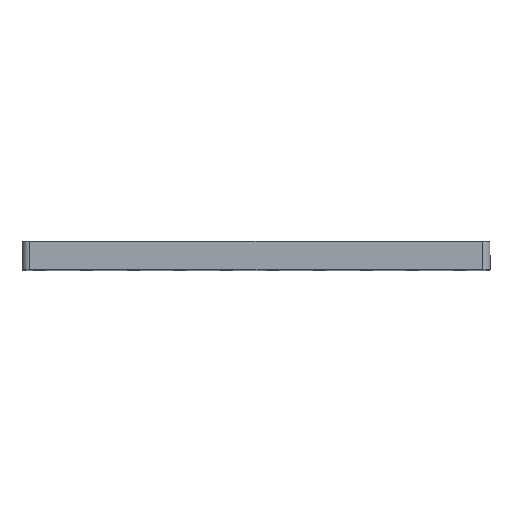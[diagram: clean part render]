
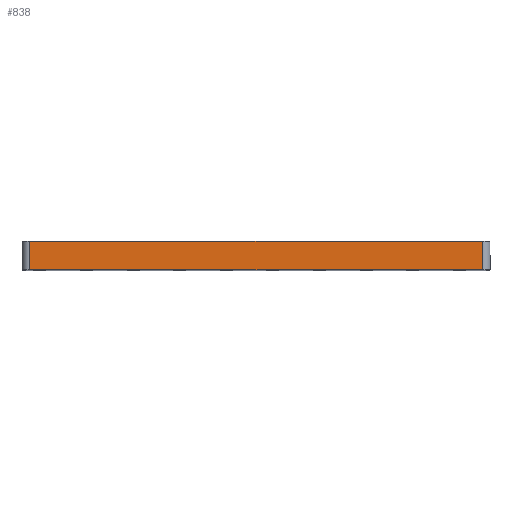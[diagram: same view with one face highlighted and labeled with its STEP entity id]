
A CAD part, top view. The second image highlights one B-rep face of the part: STEP entity #838.
In plain terms, the highlighted planar face has unit normal (0, 0, 1).
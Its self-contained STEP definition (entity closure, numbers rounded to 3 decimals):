
#45 = LINE ( 'NONE', #3086, #7005 ) ;
#105 = CARTESIAN_POINT ( 'NONE',  ( -135.117, 0., 111.776 ) ) ;
#154 = VERTEX_POINT ( 'NONE', #6699 ) ;
#163 = VECTOR ( 'NONE', #3424, 1000. ) ;
#412 = VECTOR ( 'NONE', #7782, 1000. ) ;
#534 = PLANE ( 'NONE',  #7034 ) ;
#814 = VECTOR ( 'NONE', #5356, 1000. ) ;
#838 = ADVANCED_FACE ( 'NONE', ( #1222 ), #534, .F. ) ;
#992 = CARTESIAN_POINT ( 'NONE',  ( -135.117, 2.5, 111.776 ) ) ;
#1222 = FACE_OUTER_BOUND ( 'NONE', #1580, .T. ) ;
#1535 = VERTEX_POINT ( 'NONE', #3188 ) ;
#1580 = EDGE_LOOP ( 'NONE', ( #1586, #6974, #4964, #2006 ) ) ;
#1586 = ORIENTED_EDGE ( 'NONE', *, *, #5300, .T. ) ;
#1896 = CARTESIAN_POINT ( 'NONE',  ( 105.883, 0., 111.776 ) ) ;
#2006 = ORIENTED_EDGE ( 'NONE', *, *, #5263, .T. ) ;
#2431 = CARTESIAN_POINT ( 'NONE',  ( -139.117, 2.5, 111.776 ) ) ;
#2857 = LINE ( 'NONE', #5313, #412 ) ;
#3008 = EDGE_CURVE ( 'NONE', #154, #1535, #2857, .T. ) ;
#3086 = CARTESIAN_POINT ( 'NONE',  ( 105.883, 2.5, 111.776 ) ) ;
#3188 = CARTESIAN_POINT ( 'NONE',  ( 105.883, 15., 111.776 ) ) ;
#3424 = DIRECTION ( 'NONE',  ( 0., -1., 0. ) ) ;
#3733 = DIRECTION ( 'NONE',  ( -1., 0., 0. ) ) ;
#4787 = VERTEX_POINT ( 'NONE', #1896 ) ;
#4904 = DIRECTION ( 'NONE',  ( 0., 0., -1. ) ) ;
#4964 = ORIENTED_EDGE ( 'NONE', *, *, #3008, .F. ) ;
#5263 = EDGE_CURVE ( 'NONE', #154, #6812, #5886, .T. ) ;
#5300 = EDGE_CURVE ( 'NONE', #6812, #4787, #6569, .T. ) ;
#5313 = CARTESIAN_POINT ( 'NONE',  ( -139.117, 15., 111.776 ) ) ;
#5356 = DIRECTION ( 'NONE',  ( 1., 0., 0. ) ) ;
#5506 = DIRECTION ( 'NONE',  ( 0., 1., 0. ) ) ;
#5507 = EDGE_CURVE ( 'NONE', #4787, #1535, #45, .T. ) ;
#5886 = LINE ( 'NONE', #992, #163 ) ;
#6569 = LINE ( 'NONE', #7696, #814 ) ;
#6699 = CARTESIAN_POINT ( 'NONE',  ( -135.117, 15., 111.776 ) ) ;
#6812 = VERTEX_POINT ( 'NONE', #105 ) ;
#6974 = ORIENTED_EDGE ( 'NONE', *, *, #5507, .T. ) ;
#7005 = VECTOR ( 'NONE', #5506, 1000. ) ;
#7034 = AXIS2_PLACEMENT_3D ( 'NONE', #2431, #4904, #3733 ) ;
#7696 = CARTESIAN_POINT ( 'NONE',  ( -139.117, 0., 111.776 ) ) ;
#7782 = DIRECTION ( 'NONE',  ( 1., 0., 0. ) ) ;
